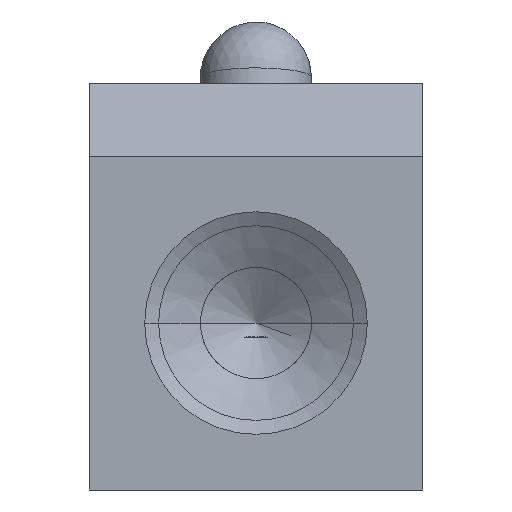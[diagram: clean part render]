
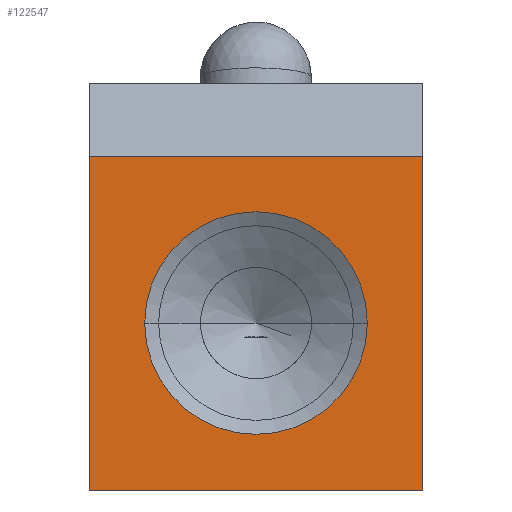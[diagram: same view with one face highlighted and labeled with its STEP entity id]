
A CAD part, front view. The second image highlights one B-rep face of the part: STEP entity #122547.
In plain terms, the highlighted planar face has unit normal (0, -1, 0).
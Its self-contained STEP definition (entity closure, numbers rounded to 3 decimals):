
#122450=CARTESIAN_POINT('',(-10.669,-99.977,-12.0));
#122451=VERTEX_POINT('',#122450);
#122458=CARTESIAN_POINT('',(-10.669,-99.977,0.0));
#122459=VERTEX_POINT('',#122458);
#122460=CARTESIAN_POINT('',(-10.669,-99.977,0.0));
#122461=DIRECTION('',(0.0,0.0,-1.0));
#122462=VECTOR('',#122461,1.0);
#122463=LINE('',#122460,#122462);
#122464=EDGE_CURVE('n� 7184',#122459,#122451,#122463,.T.);
#122488=CARTESIAN_POINT('',(-0.669,-99.977,-6.0));
#122489=VERTEX_POINT('',#122488);
#122490=CARTESIAN_POINT('',(-4.669,-99.977,-2.0));
#122491=VERTEX_POINT('',#122490);
#122492=CARTESIAN_POINT('',(-4.669,-99.977,-6.0));
#122493=DIRECTION('',(0.0,-1.0,0.0));
#122494=DIRECTION('',(0.0,0.0,1.0));
#122495=AXIS2_PLACEMENT_3D('',#122492,#122493,#122494);
#122496=CIRCLE('',#122495,4.0);
#122497=EDGE_CURVE('n� 7207',#122489,#122491,#122496,.T.);
#122498=ORIENTED_EDGE('',*,*,#122497,.F.);
#122499=CARTESIAN_POINT('',(-8.669,-99.977,-6.0));
#122500=VERTEX_POINT('',#122499);
#122501=CARTESIAN_POINT('',(-4.669,-99.977,-6.0));
#122502=DIRECTION('',(0.0,-1.0,0.0));
#122503=DIRECTION('',(0.0,0.0,1.0));
#122504=AXIS2_PLACEMENT_3D('',#122501,#122502,#122503);
#122505=CIRCLE('',#122504,4.0);
#122506=EDGE_CURVE('n� 7213',#122500,#122489,#122505,.T.);
#122507=ORIENTED_EDGE('',*,*,#122506,.F.);
#122508=CARTESIAN_POINT('',(-4.669,-99.977,-6.0));
#122509=DIRECTION('',(0.0,-1.0,0.0));
#122510=DIRECTION('',(0.0,0.0,1.0));
#122511=AXIS2_PLACEMENT_3D('',#122508,#122509,#122510);
#122512=CIRCLE('',#122511,4.0);
#122513=EDGE_CURVE('n� 7217',#122491,#122500,#122512,.T.);
#122514=ORIENTED_EDGE('',*,*,#122513,.F.);
#122515=EDGE_LOOP('',(#122498,#122507,#122514));
#122516=FACE_BOUND('',#122515,.T.);
#122517=CARTESIAN_POINT('',(1.331,-99.977,0.0));
#122518=VERTEX_POINT('',#122517);
#122519=CARTESIAN_POINT('',(1.331,-99.977,-12.0));
#122520=VERTEX_POINT('',#122519);
#122521=CARTESIAN_POINT('',(1.331,-99.977,0.0));
#122522=DIRECTION('',(0.0,0.0,-1.0));
#122523=VECTOR('',#122522,1.0);
#122524=LINE('',#122521,#122523);
#122525=EDGE_CURVE('n� 7226',#122518,#122520,#122524,.T.);
#122526=ORIENTED_EDGE('',*,*,#122525,.F.);
#122527=CARTESIAN_POINT('',(-10.669,-99.977,0.0));
#122528=DIRECTION('',(1.0,0.0,0.0));
#122529=VECTOR('',#122528,1.0);
#122530=LINE('',#122527,#122529);
#122531=EDGE_CURVE('n� 7230',#122459,#122518,#122530,.T.);
#122532=ORIENTED_EDGE('',*,*,#122531,.F.);
#122533=ORIENTED_EDGE('',*,*,#122464,.T.);
#122534=CARTESIAN_POINT('',(-10.669,-99.977,-12.0));
#122535=DIRECTION('',(1.0,0.0,0.0));
#122536=VECTOR('',#122535,1.0);
#122537=LINE('',#122534,#122536);
#122538=EDGE_CURVE('n� 7236',#122451,#122520,#122537,.T.);
#122539=ORIENTED_EDGE('',*,*,#122538,.T.);
#122540=EDGE_LOOP('',(#122526,#122532,#122533,#122539));
#122541=FACE_OUTER_BOUND('',#122540,.T.);
#122542=CARTESIAN_POINT('',(-11.269,-99.977,-12.6));
#122543=DIRECTION('',(-0.0,1.0,0.0));
#122544=DIRECTION('',(1.0,0.0,0.0));
#122545=AXIS2_PLACEMENT_3D('',#122542,#122543,#122544);
#122546=PLANE('',#122545);
#122547=ADVANCED_FACE('n� 7198',(#122516,#122541),#122546,.F.);
